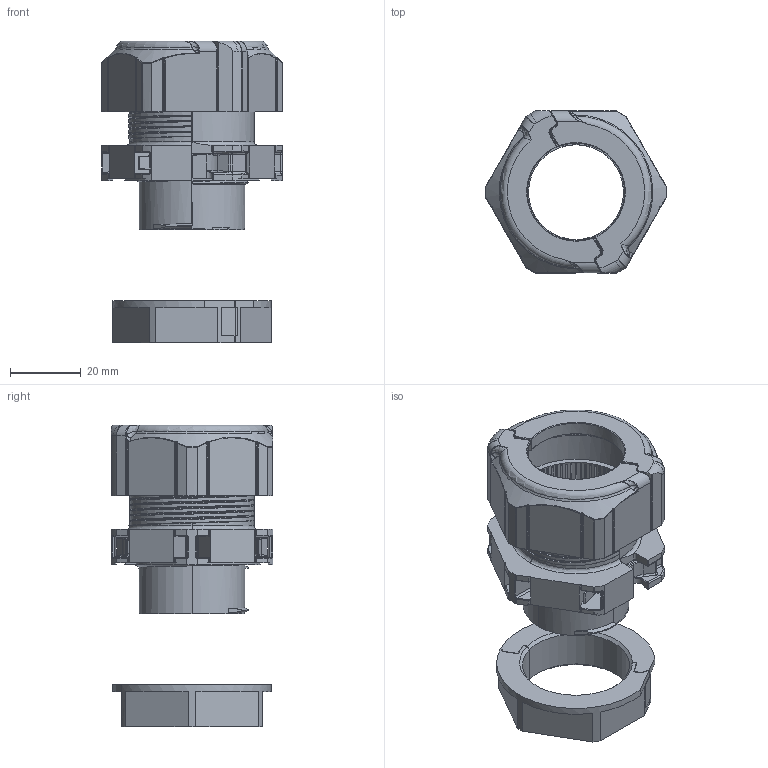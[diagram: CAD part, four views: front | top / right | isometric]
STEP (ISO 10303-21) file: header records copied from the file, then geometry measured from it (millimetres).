
FILE_DESCRIPTION (( 'STEP AP214' ), '1' );
FILE_NAME ('2024972.STP', '2017-05-05T11:55:07', ( '' ), ( '' ), 'SwSTEP 2.0', 'SolidWorks 2016', '' );
FILE_SCHEMA (( 'AUTOMOTIVE_DESIGN' ));
Length unit declared in the file: millimetre
Products named in the file (7): 111641; 111629_Standard; 111631; 111632; 111630; 111633; 2024972
Assembly tree (7 placements, depth 3):
  2024972
    111630
      111633
    111631
      111632
    111629_Standard  x2
    111641
Bounding box: 51.29 x 45.9 x 85.52 mm (x, y, z)
Volume: 37013.8 mm3; surface area: 26383.4 mm2
Topology: 6 solids, 6 shells, 1458 faces, 3777 edges, 2270 vertices
Faces by surface type: cylinder 515, plane 470, bspline 387, torus 58, cone 16, sphere 12
Entity records: 51117 total; most frequent: CARTESIAN_POINT 22676, ORIENTED_EDGE 6326, DIRECTION 5183, EDGE_CURVE 3163, VERTEX_POINT 1938, AXIS2_PLACEMENT_3D 1885, LINE 1413, VECTOR 1413
